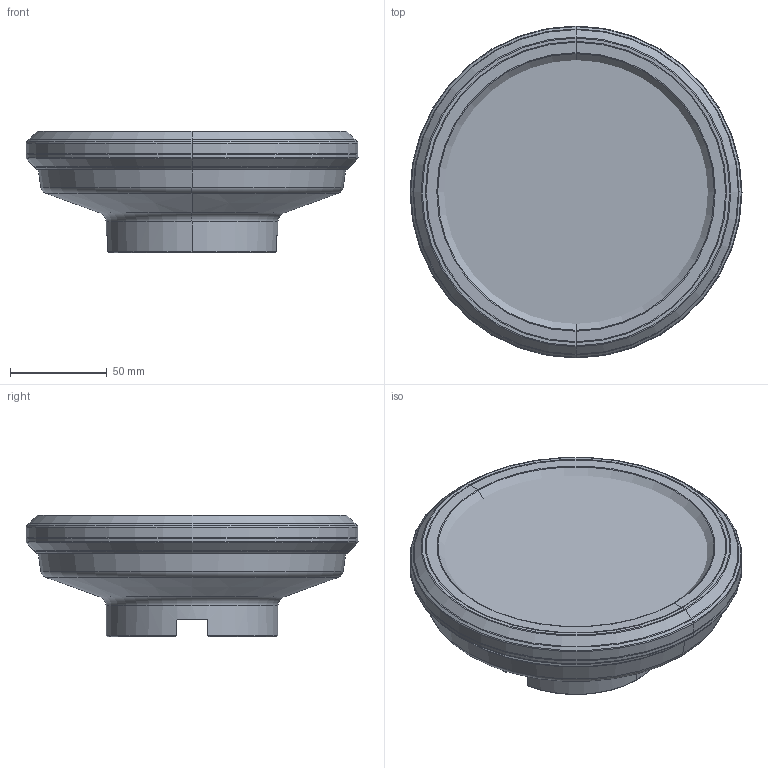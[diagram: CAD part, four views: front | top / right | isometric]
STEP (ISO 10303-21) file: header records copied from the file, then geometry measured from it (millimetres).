
FILE_DESCRIPTION((''),'2;1');
FILE_NAME('607794833-000-00-E43_ASM','2023-01-31T11:05:13',('schmiedtm'),(''),'CREO PARAMETRIC BY PTC INC, 2021184','CREO PARAMETRIC BY PTC INC, 2021184','');
FILE_SCHEMA(('AP242_MANAGED_MODEL_BASED_3D_ENGINEERING_MIM_LF { 1 0 10303 442 1 1 4 }'));
Length unit declared in the file: millimetre
Products named in the file (3): NOCUT; CUT; 607794833-000-00-E43_ASM
Assembly tree (2 placements, depth 2):
  607794833-000-00-E43_ASM
    NOCUT
    CUT
Bounding box: 172.01 x 172.01 x 63 mm (x, y, z)
Volume: 1002265.4 mm3; surface area: 94981.7 mm2
Topology: 2 solids, 2 shells, 83 faces, 189 edges, 110 vertices
Faces by surface type: cone 34, torus 32, plane 9, cylinder 8
Entity records: 3320 total; most frequent: CARTESIAN_POINT 514, DIRECTION 507, ORIENTED_EDGE 348, AXIS2_PLACEMENT_3D 223, EDGE_CURVE 174, PRESENTATION_STYLE_ASSIGNMENT 153, STYLED_ITEM 153, CIRCLE 119
